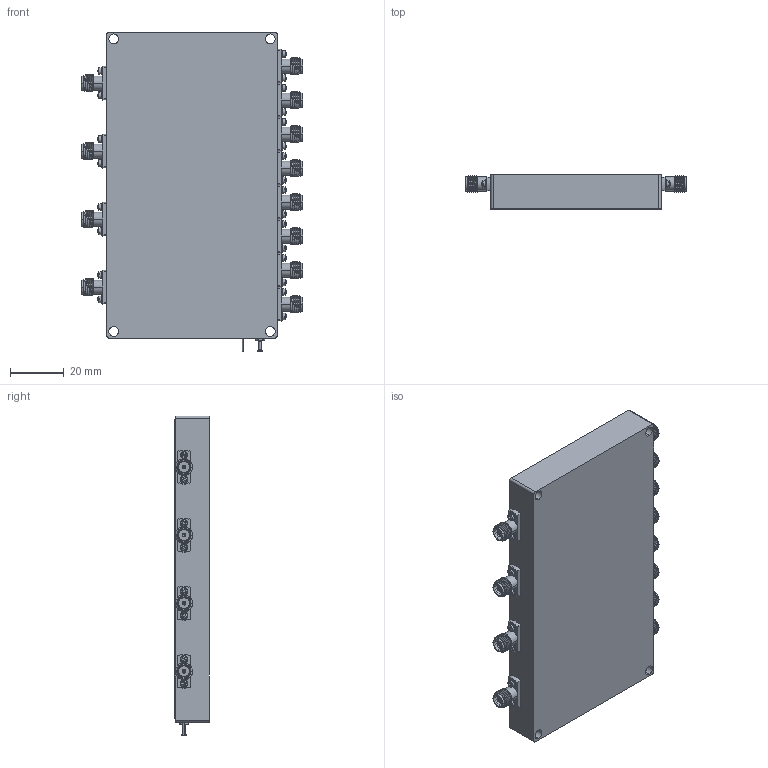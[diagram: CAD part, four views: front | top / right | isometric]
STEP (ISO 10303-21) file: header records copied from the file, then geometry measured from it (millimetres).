
FILE_DESCRIPTION (( 'STEP AP214' ), '1' );
FILE_NAME ('PIA-FLA-2G18G-4-8-SFF 3D Model.STEP', '2024-12-09T15:33:04', ( '' ), ( '' ), 'SwSTEP 2.0', 'SolidWorks 2024', '' );
FILE_SCHEMA (( 'AUTOMOTIVE_DESIGN' ));
Length unit declared in the file: inch
Products named in the file (1): PIA-FLA-2G18G-4-8-SFF 3D Model
Bounding box: 82.55 x 12.83 x 119.41 mm (x, y, z)
Volume: 95652.7 mm3; surface area: 39627.2 mm2
Topology: 65 solids, 65 shells, 2629 faces, 7512 edges, 5216 vertices
Faces by surface type: plane 867, cylinder 847, torus 555, sphere 219, cone 105, bspline 36
Entity records: 102922 total; most frequent: CARTESIAN_POINT 32633, DIRECTION 14734, ORIENTED_EDGE 14712, EDGE_CURVE 7356, AXIS2_PLACEMENT_3D 5856, VERTEX_POINT 5216, CIRCLE 3262, EDGE_LOOP 3044
